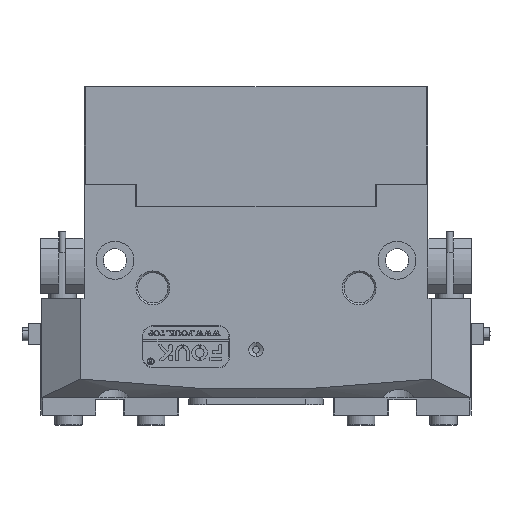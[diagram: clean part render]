
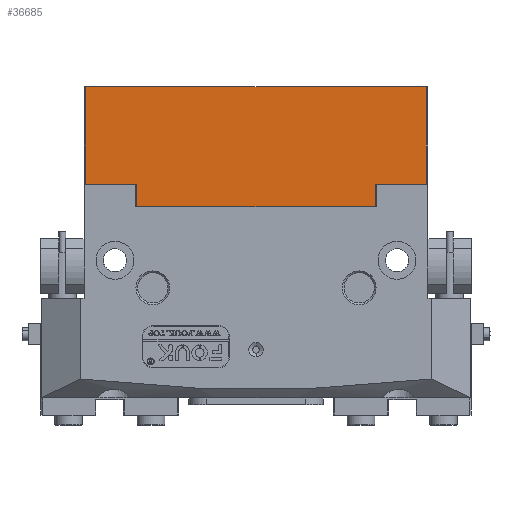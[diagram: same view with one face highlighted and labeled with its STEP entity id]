
A CAD part, front view. The second image highlights one B-rep face of the part: STEP entity #36685.
In plain terms, the highlighted planar face has unit normal (0, -1, 0).
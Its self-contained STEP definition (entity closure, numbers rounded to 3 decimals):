
#1121 = CARTESIAN_POINT ( 'NONE',  ( -42.68, -23.114, 148.641 ) ) ;
#1386 = CARTESIAN_POINT ( 'NONE',  ( -43.08, -23.114, 148.641 ) ) ;
#1802 = DIRECTION ( 'NONE',  ( 0., 0., 1. ) ) ;
#2032 = EDGE_CURVE ( 'NONE', #31619, #17925, #25220, .T. ) ;
#2922 = LINE ( 'NONE', #38921, #37704 ) ;
#4260 = CARTESIAN_POINT ( 'NONE',  ( -43.08, -23.114, 155.241 ) ) ;
#4645 = VERTEX_POINT ( 'NONE', #15373 ) ;
#4715 = LINE ( 'NONE', #9366, #21841 ) ;
#5506 = ORIENTED_EDGE ( 'NONE', *, *, #6423, .T. ) ;
#5836 = ORIENTED_EDGE ( 'NONE', *, *, #24988, .F. ) ;
#6040 = LINE ( 'NONE', #10805, #19808 ) ;
#6373 = EDGE_CURVE ( 'NONE', #34287, #38087, #22148, .T. ) ;
#6423 = EDGE_CURVE ( 'NONE', #25534, #31619, #28463, .T. ) ;
#7026 = EDGE_CURVE ( 'NONE', #13124, #26533, #38694, .T. ) ;
#7159 = CARTESIAN_POINT ( 'NONE',  ( -43.08, -23.114, 149.041 ) ) ;
#7589 = AXIS2_PLACEMENT_3D ( 'NONE', #16331, #31375, #37910 ) ;
#7636 = EDGE_CURVE ( 'NONE', #34287, #26533, #2922, .T. ) ;
#7686 = ORIENTED_EDGE ( 'NONE', *, *, #17639, .T. ) ;
#8656 = VECTOR ( 'NONE', #37657, 1000. ) ;
#9353 = DIRECTION ( 'NONE',  ( 0., 0., 1. ) ) ;
#9366 = CARTESIAN_POINT ( 'NONE',  ( 26.12, -23.114, 148.641 ) ) ;
#9790 = DIRECTION ( 'NONE',  ( 0.707, 0., 0.707 ) ) ;
#10805 = CARTESIAN_POINT ( 'NONE',  ( 26.52, -23.114, 148.641 ) ) ;
#11352 = EDGE_CURVE ( 'NONE', #13124, #4645, #4715, .T. ) ;
#13124 = VERTEX_POINT ( 'NONE', #32183 ) ;
#13850 = EDGE_LOOP ( 'NONE', ( #34129, #5836, #24004, #18503, #21372, #21957, #15060, #30324, #7686, #5506 ) ) ;
#13945 = VECTOR ( 'NONE', #9353, 1000. ) ;
#15060 = ORIENTED_EDGE ( 'NONE', *, *, #7026, .F. ) ;
#15343 = DIRECTION ( 'NONE',  ( 1., 0., 0. ) ) ;
#15373 = CARTESIAN_POINT ( 'NONE',  ( 26.52, -23.114, 149.041 ) ) ;
#15419 = CARTESIAN_POINT ( 'NONE',  ( 41.22, -23.114, 148.641 ) ) ;
#15967 = LINE ( 'NONE', #35023, #31605 ) ;
#16331 = CARTESIAN_POINT ( 'NONE',  ( 26.52, -23.114, 148.641 ) ) ;
#17639 = EDGE_CURVE ( 'NONE', #4645, #25534, #6040, .T. ) ;
#17925 = VERTEX_POINT ( 'NONE', #27911 ) ;
#18503 = ORIENTED_EDGE ( 'NONE', *, *, #30676, .T. ) ;
#18526 = LINE ( 'NONE', #37375, #8656 ) ;
#19343 = VECTOR ( 'NONE', #31489, 1000. ) ;
#19456 = VERTEX_POINT ( 'NONE', #34305 ) ;
#19808 = VECTOR ( 'NONE', #1802, 1000. ) ;
#21123 = CARTESIAN_POINT ( 'NONE',  ( -58.28, -23.114, 155.241 ) ) ;
#21302 = LINE ( 'NONE', #33930, #19343 ) ;
#21372 = ORIENTED_EDGE ( 'NONE', *, *, #6373, .F. ) ;
#21841 = VECTOR ( 'NONE', #9790, 1000. ) ;
#21957 = ORIENTED_EDGE ( 'NONE', *, *, #7636, .T. ) ;
#22148 = LINE ( 'NONE', #1386, #31434 ) ;
#22211 = PLANE ( 'NONE',  #7589 ) ;
#23300 = DIRECTION ( 'NONE',  ( 0., 0., 1. ) ) ;
#23729 = EDGE_CURVE ( 'NONE', #33952, #19456, #18526, .T. ) ;
#23819 = CARTESIAN_POINT ( 'NONE',  ( 26.52, -23.114, 155.241 ) ) ;
#24004 = ORIENTED_EDGE ( 'NONE', *, *, #23729, .T. ) ;
#24988 = EDGE_CURVE ( 'NONE', #33952, #17925, #15967, .T. ) ;
#25220 = LINE ( 'NONE', #15419, #13945 ) ;
#25534 = VERTEX_POINT ( 'NONE', #23819 ) ;
#26533 = VERTEX_POINT ( 'NONE', #1121 ) ;
#27911 = CARTESIAN_POINT ( 'NONE',  ( 41.22, -23.114, 183.641 ) ) ;
#28463 = LINE ( 'NONE', #21123, #32356 ) ;
#30324 = ORIENTED_EDGE ( 'NONE', *, *, #11352, .T. ) ;
#30676 = EDGE_CURVE ( 'NONE', #19456, #38087, #21302, .T. ) ;
#31375 = DIRECTION ( 'NONE',  ( 0., 1., 0. ) ) ;
#31434 = VECTOR ( 'NONE', #23300, 1000. ) ;
#31489 = DIRECTION ( 'NONE',  ( 1., 0., 0. ) ) ;
#31605 = VECTOR ( 'NONE', #38625, 1000. ) ;
#31619 = VERTEX_POINT ( 'NONE', #36715 ) ;
#31686 = FACE_OUTER_BOUND ( 'NONE', #13850, .T. ) ;
#32183 = CARTESIAN_POINT ( 'NONE',  ( 26.12, -23.114, 148.641 ) ) ;
#32356 = VECTOR ( 'NONE', #15343, 1000. ) ;
#32505 = CARTESIAN_POINT ( 'NONE',  ( -57.78, -23.114, 183.641 ) ) ;
#33930 = CARTESIAN_POINT ( 'NONE',  ( -58.28, -23.114, 155.241 ) ) ;
#33952 = VERTEX_POINT ( 'NONE', #32505 ) ;
#34129 = ORIENTED_EDGE ( 'NONE', *, *, #2032, .T. ) ;
#34287 = VERTEX_POINT ( 'NONE', #7159 ) ;
#34305 = CARTESIAN_POINT ( 'NONE',  ( -57.78, -23.114, 155.241 ) ) ;
#34773 = CARTESIAN_POINT ( 'NONE',  ( 26.52, -23.114, 148.641 ) ) ;
#35023 = CARTESIAN_POINT ( 'NONE',  ( -58.28, -23.114, 183.641 ) ) ;
#35599 = DIRECTION ( 'NONE',  ( 0.707, 0., -0.707 ) ) ;
#36685 = ADVANCED_FACE ( 'NONE', ( #31686 ), #22211, .F. ) ;
#36715 = CARTESIAN_POINT ( 'NONE',  ( 41.22, -23.114, 155.241 ) ) ;
#37375 = CARTESIAN_POINT ( 'NONE',  ( -57.78, -23.114, 148.641 ) ) ;
#37657 = DIRECTION ( 'NONE',  ( 0., 0., -1. ) ) ;
#37704 = VECTOR ( 'NONE', #35599, 1000. ) ;
#37910 = DIRECTION ( 'NONE',  ( 0., 0., -1. ) ) ;
#38087 = VERTEX_POINT ( 'NONE', #4260 ) ;
#38089 = DIRECTION ( 'NONE',  ( -1., 0., 0. ) ) ;
#38625 = DIRECTION ( 'NONE',  ( 1., 0., 0. ) ) ;
#38694 = LINE ( 'NONE', #34773, #40187 ) ;
#38921 = CARTESIAN_POINT ( 'NONE',  ( -42.68, -23.114, 148.641 ) ) ;
#40187 = VECTOR ( 'NONE', #38089, 1000. ) ;
